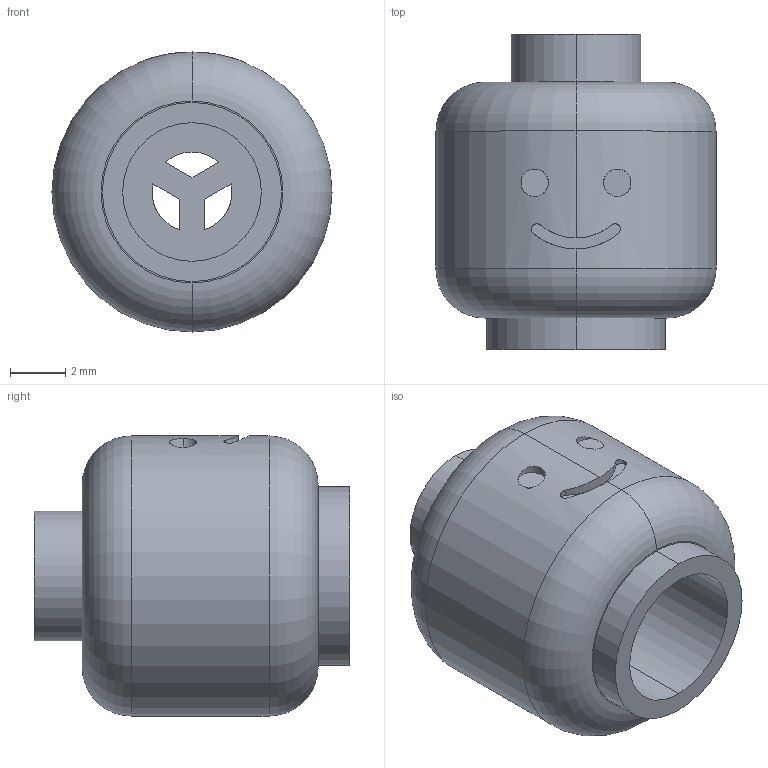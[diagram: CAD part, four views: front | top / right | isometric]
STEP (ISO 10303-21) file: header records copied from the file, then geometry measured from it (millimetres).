
FILE_DESCRIPTION (( 'STEP AP214' ), '1' );
FILE_NAME ('3D 翱蝗 11廓.STEP', '2018-07-06T07:43:11', ( '' ), ( '' ), 'SwSTEP 2.0', 'SolidWorks 2017', '' );
FILE_SCHEMA (( 'AUTOMOTIVE_DESIGN' ));
Length unit declared in the file: millimetre
Products named in the file (1): 3D 翱蝗 11廓1易帚1使o使見
Bounding box: 10.16 x 11.43 x 10.16 mm (x, y, z)
Volume: 525.1 mm3; surface area: 597.4 mm2
Topology: 1 solids, 1 shells, 37 faces, 92 edges, 60 vertices
Faces by surface type: cylinder 18, plane 15, torus 4
Entity records: 1224 total; most frequent: CARTESIAN_POINT 272, DIRECTION 200, ORIENTED_EDGE 184, EDGE_CURVE 92, AXIS2_PLACEMENT_3D 80, VERTEX_POINT 60, EDGE_LOOP 46, CIRCLE 42
